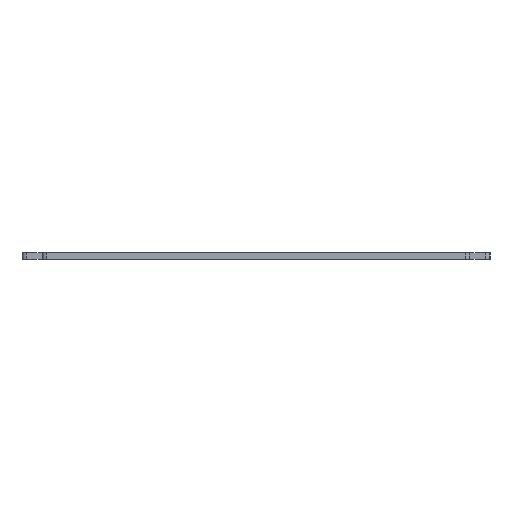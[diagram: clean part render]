
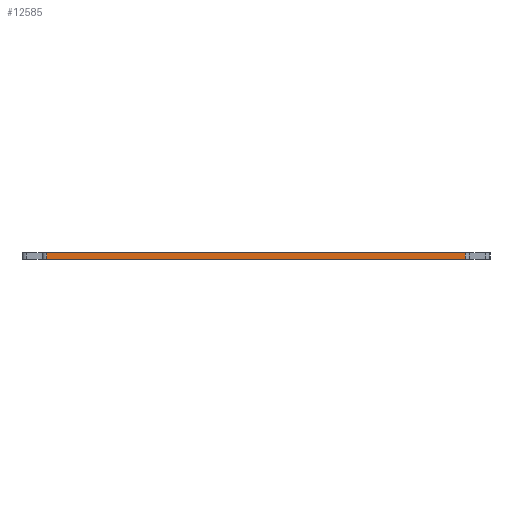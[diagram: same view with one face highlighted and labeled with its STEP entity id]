
A CAD part, left-side view. The second image highlights one B-rep face of the part: STEP entity #12585.
In plain terms, the highlighted planar face has unit normal (-1, 0, 0).
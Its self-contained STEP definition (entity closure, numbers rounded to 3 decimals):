
#1752=FACE_OUTER_BOUND('',#2365,.T.);
#2365=EDGE_LOOP('',(#10415,#10416,#10417,#10418));
#3736=LINE('',#21160,#4939);
#3737=LINE('',#21163,#4940);
#3738=LINE('',#21165,#4941);
#3739=LINE('',#21166,#4942);
#4939=VECTOR('',#17481,10.);
#4940=VECTOR('',#17484,10.);
#4941=VECTOR('',#17485,10.);
#4942=VECTOR('',#17486,10.);
#6164=VERTEX_POINT('',#21156);
#6165=VERTEX_POINT('',#21158);
#6166=VERTEX_POINT('',#21162);
#6167=VERTEX_POINT('',#21164);
#7984=EDGE_CURVE('',#6164,#6165,#3736,.T.);
#7985=EDGE_CURVE('',#6164,#6166,#3737,.T.);
#7986=EDGE_CURVE('',#6167,#6165,#3738,.T.);
#7987=EDGE_CURVE('',#6166,#6167,#3739,.T.);
#10415=ORIENTED_EDGE('',*,*,#7985,.F.);
#10416=ORIENTED_EDGE('',*,*,#7984,.T.);
#10417=ORIENTED_EDGE('',*,*,#7986,.F.);
#10418=ORIENTED_EDGE('',*,*,#7987,.F.);
#11977=PLANE('',#13835);
#12585=ADVANCED_FACE('',(#1752),#11977,.T.);
#13835=AXIS2_PLACEMENT_3D('',#21161,#17482,#17483);
#17481=DIRECTION('',(0.,0.,1.));
#17482=DIRECTION('center_axis',(-1.,0.,0.));
#17483=DIRECTION('ref_axis',(0.,-1.,0.));
#17484=DIRECTION('',(0.,1.,0.));
#17485=DIRECTION('',(0.,-1.,0.));
#17486=DIRECTION('',(0.,0.,1.));
#21156=CARTESIAN_POINT('',(0.1,-94.25,0.));
#21158=CARTESIAN_POINT('',(0.1,-94.25,1.5));
#21160=CARTESIAN_POINT('',(0.1,-94.25,0.));
#21161=CARTESIAN_POINT('Origin',(0.1,-1.,0.));
#21162=CARTESIAN_POINT('',(0.1,-1.,0.));
#21163=CARTESIAN_POINT('',(0.1,-94.25,0.));
#21164=CARTESIAN_POINT('',(0.1,-1.,1.5));
#21165=CARTESIAN_POINT('',(0.1,-94.25,1.5));
#21166=CARTESIAN_POINT('',(0.1,-1.,0.));
